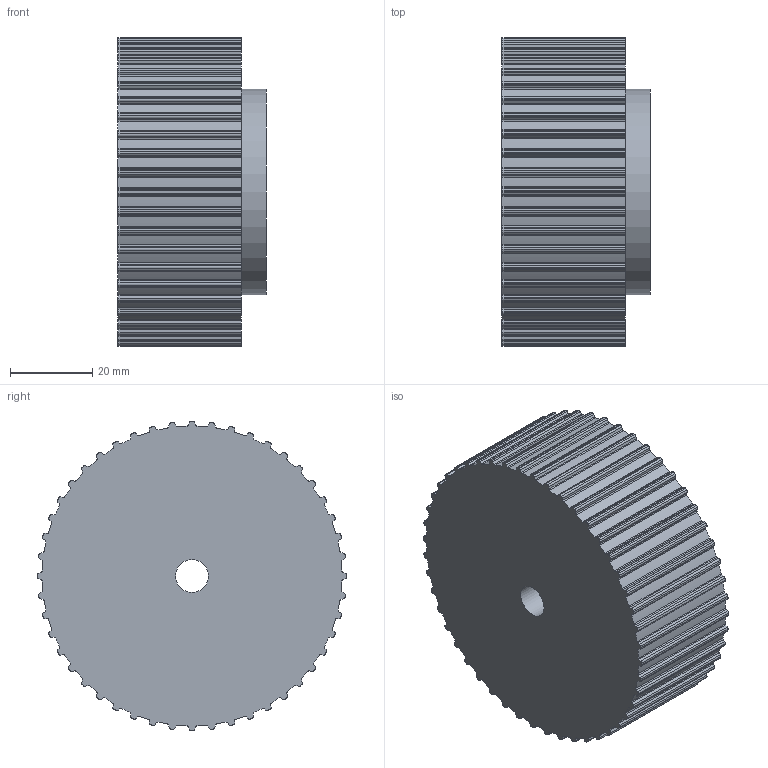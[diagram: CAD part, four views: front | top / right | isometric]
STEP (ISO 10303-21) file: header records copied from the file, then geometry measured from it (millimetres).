
FILE_DESCRIPTION(/* description */ ('Alibre Inc.'),/* implementation_level */ '2;1');
FILE_NAME(/* name */ 'export-8C529B7C-422F-4BBB-8920-FB9D5853D30A',/* time_stamp */ '2023-12-11T18:10:54+01:00',/* author */ (''),/* organization */ (''),/* preprocessor_version */ 'ST-DEVELOPER v17',/* originating_system */ 'Alibre',/* authorisation */ '');
FILE_SCHEMA (('AUTOMOTIVE_DESIGN'));
Length unit declared in the file: millimetre
Products named in the file (2): 60036048BODY; 60036048
Bounding box: 36 x 75.15 x 75.15 mm (x, y, z)
Volume: 137863.4 mm3; surface area: 19003.9 mm2
Topology: 1 solids, 1 shells, 426 faces, 1269 edges, 846 vertices
Faces by surface type: cylinder 327, plane 99
Full cylindrical faces by diameter (mm): 8 x1, 50 x1
Entity records: 14221 total; most frequent: ORIENTED_EDGE 2538, DIRECTION 2532, CARTESIAN_POINT 2469, EDGE_CURVE 1269, AXIS2_PLACEMENT_3D 1008, VERTEX_POINT 846, VECTOR 615, LINE 615
